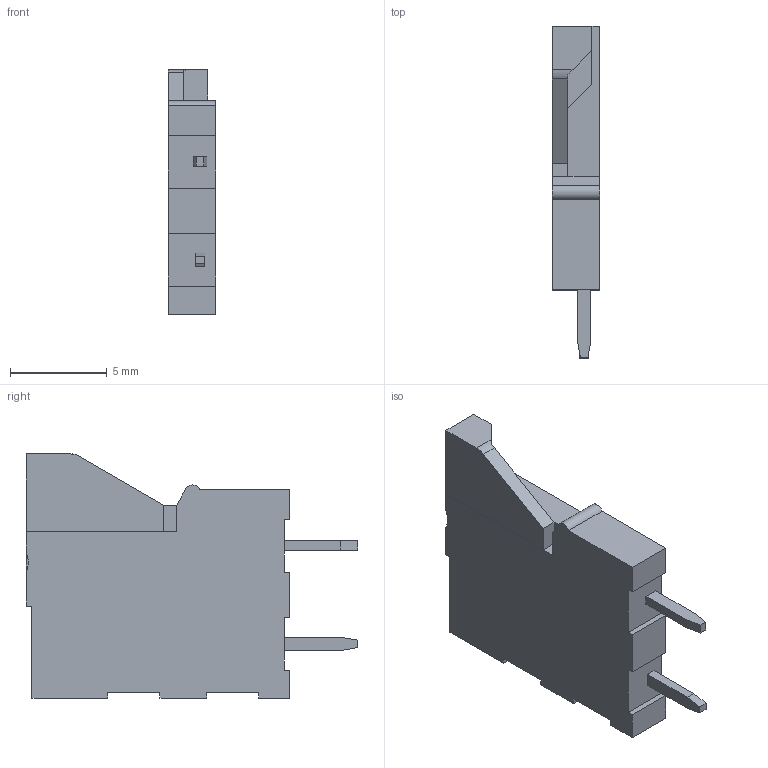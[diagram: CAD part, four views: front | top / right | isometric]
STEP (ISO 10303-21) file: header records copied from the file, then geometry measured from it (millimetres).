
FILE_DESCRIPTION(/* description */ (''),/* implementation_level */ '2;1');
FILE_NAME(/* name */ 'DG141V-2.54-01P-14.step',/* time_stamp */ '2019-07-19T16:07:22+05:00',/* author */ (''),/* organization */ (''),/* preprocessor_version */ 'ST-DEVELOPER v18',/* originating_system */ 'Autodesk Translation Framework v8.2.0.1029',/* authorisation */ '');
FILE_SCHEMA (('AUTOMOTIVE_DESIGN { 1 0 10303 214 3 1 1 }'));
Length unit declared in the file: millimetre
Products named in the file (1): (Unsaved)
Bounding box: 2.44 x 17.1 x 12.6 mm (x, y, z)
Volume: 327.6 mm3; surface area: 528.2 mm2
Topology: 4 solids, 4 shells, 67 faces, 174 edges, 116 vertices
Faces by surface type: plane 63, cylinder 3, cone 1
Full cylindrical faces by diameter (mm): 1.6 x1
Entity records: 2069 total; most frequent: CARTESIAN_POINT 362, ORIENTED_EDGE 348, DIRECTION 320, EDGE_CURVE 174, LINE 160, VECTOR 160, VERTEX_POINT 116, AXIS2_PLACEMENT_3D 80
